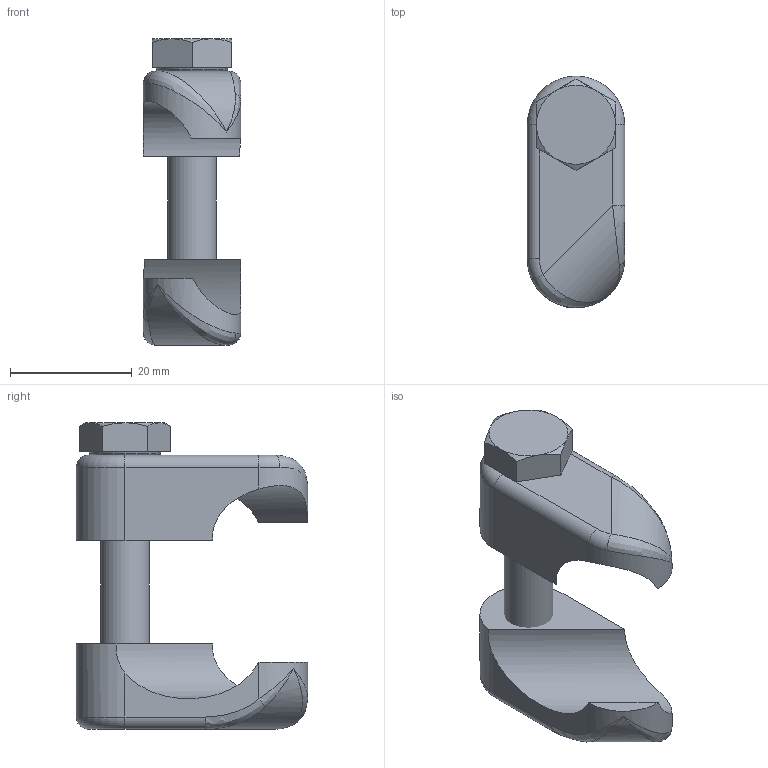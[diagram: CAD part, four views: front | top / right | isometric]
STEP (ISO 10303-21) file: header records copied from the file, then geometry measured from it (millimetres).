
FILE_DESCRIPTION(/* description */ (''),/* implementation_level */ '2;1');
FILE_NAME(/* name */ 'e03s-1004-0.stp',/* time_stamp */ '2020-12-15T15:01:02+01:00',/* author */ (''),/* organization */ (''),/* preprocessor_version */ 'ST-DEVELOPER v11',/* originating_system */ 'SIEMENS UGS NX 6.0',/* authorisation */ '');
FILE_SCHEMA (('CONFIG_CONTROL_DESIGN'));
Length unit declared in the file: millimetre
Products named in the file (1): perl164Cd8ue
Bounding box: 16 x 38 x 50.3 mm (x, y, z)
Volume: 11684.5 mm3; surface area: 6298.9 mm2
Topology: 3 solids, 3 shells, 55 faces, 123 edges, 72 vertices
Faces by surface type: plane 20, cylinder 15, torus 7, cone 7, bspline 6
Full cylindrical faces by diameter (mm): 6.8 x1, 8 x1, 8.2 x1
Entity records: 1690 total; most frequent: CARTESIAN_POINT 468, DIRECTION 236, ORIENTED_EDGE 222, EDGE_CURVE 111, AXIS2_PLACEMENT_3D 99, VERTEX_POINT 71, EDGE_LOOP 68, ADVANCED_FACE 55
